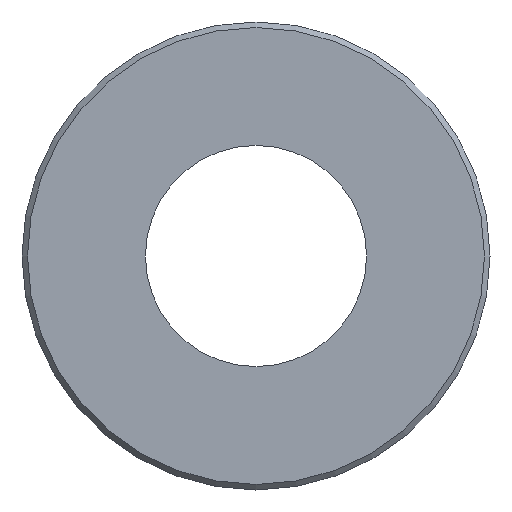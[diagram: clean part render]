
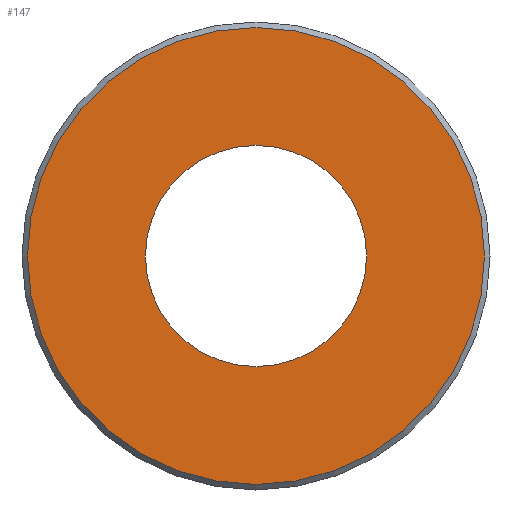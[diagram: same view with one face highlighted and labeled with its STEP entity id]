
A CAD part, front view. The second image highlights one B-rep face of the part: STEP entity #147.
In plain terms, the highlighted planar face has unit normal (0, -1, 0).
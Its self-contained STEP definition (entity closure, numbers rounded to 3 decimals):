
#18=FACE_BOUND('',#48,.T.);
#22=PLANE('',#191);
#34=FACE_OUTER_BOUND('',#47,.T.);
#47=EDGE_LOOP('',(#132));
#48=EDGE_LOOP('',(#133));
#62=CIRCLE('',#173,6.);
#64=CIRCLE('',#176,12.4);
#73=VERTEX_POINT('',#246);
#76=VERTEX_POINT('',#253);
#85=EDGE_CURVE('',#73,#73,#62,.T.);
#88=EDGE_CURVE('',#76,#76,#64,.T.);
#132=ORIENTED_EDGE('',*,*,#88,.F.);
#133=ORIENTED_EDGE('',*,*,#85,.F.);
#147=ADVANCED_FACE('',(#34,#18),#22,.F.);
#173=AXIS2_PLACEMENT_3D('',#248,#199,#200);
#176=AXIS2_PLACEMENT_3D('',#255,#206,#207);
#191=AXIS2_PLACEMENT_3D('',#280,#240,#241);
#199=DIRECTION('center_axis',(0.,-1.,0.));
#200=DIRECTION('ref_axis',(0.,0.,-1.));
#206=DIRECTION('center_axis',(0.,1.,0.));
#207=DIRECTION('ref_axis',(0.,0.,1.));
#240=DIRECTION('center_axis',(0.,1.,0.));
#241=DIRECTION('ref_axis',(0.,0.,1.));
#246=CARTESIAN_POINT('',(0.,0.,6.));
#248=CARTESIAN_POINT('Origin',(0.,0.,0.));
#253=CARTESIAN_POINT('',(0.,0.,-12.4));
#255=CARTESIAN_POINT('Origin',(0.,0.,0.));
#280=CARTESIAN_POINT('Origin',(0.,0.,0.));
